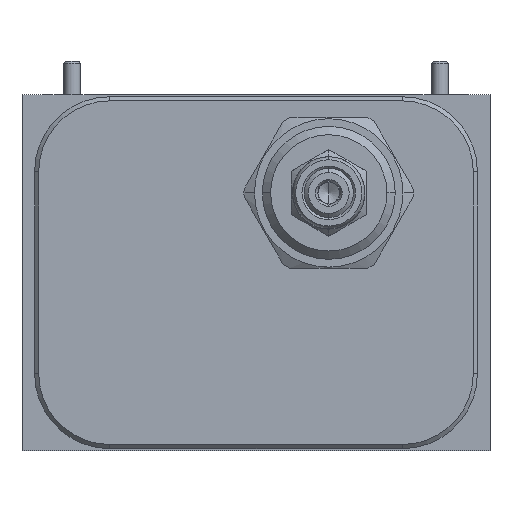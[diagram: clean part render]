
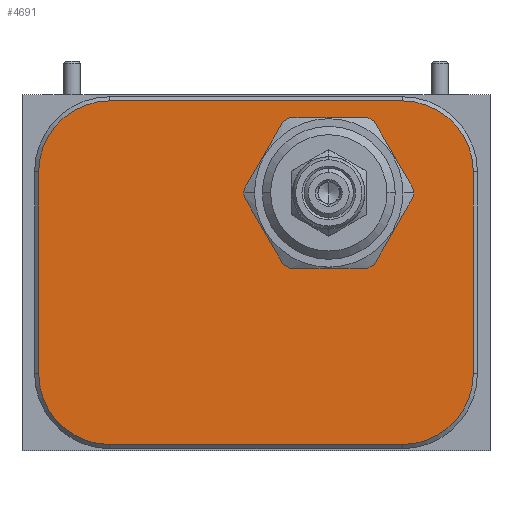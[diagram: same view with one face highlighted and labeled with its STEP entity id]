
A CAD part, front view. The second image highlights one B-rep face of the part: STEP entity #4691.
In plain terms, the highlighted planar face has unit normal (0, -1, 0).
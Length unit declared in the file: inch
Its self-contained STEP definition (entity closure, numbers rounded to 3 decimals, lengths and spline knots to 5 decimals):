
#1001=CARTESIAN_POINT('',(2.844,-5.75,2.086));
#1002=DIRECTION('',(0.,1.,0.));
#1003=DIRECTION('',(0.,0.,1.));
#1004=AXIS2_PLACEMENT_3D('',#1001,#1002,#1003);
#1015=CARTESIAN_POINT('',(2.294,-5.75,1.929));
#1016=DIRECTION('',(0.,1.,0.));
#1017=DIRECTION('',(0.,0.,-1.));
#1018=AXIS2_PLACEMENT_3D('',#1015,#1016,#1017);
#1020=CARTESIAN_POINT('',(2.294,-5.75,1.929));
#1021=DIRECTION('',(0.,1.,0.));
#1022=DIRECTION('',(0.,0.,1.));
#1023=AXIS2_PLACEMENT_3D('',#1020,#1021,#1022);
#1025=DIRECTION('',(0.,0.,-1.));
#1026=VECTOR('',#1025,1.508);
#1027=CARTESIAN_POINT('',(3.375,-5.75,2.086));
#1028=LINE('',#1027,#1026);
#1045=CARTESIAN_POINT('',(2.844,-5.75,0.578));
#1046=DIRECTION('',(0.,1.,0.));
#1047=DIRECTION('',(1.,0.,0.));
#1048=AXIS2_PLACEMENT_3D('',#1045,#1046,#1047);
#1063=DIRECTION('',(-1.,0.,0.));
#1064=VECTOR('',#1063,2.188);
#1065=CARTESIAN_POINT('',(2.844,-5.75,0.047));
#1066=LINE('',#1065,#1064);
#1079=CARTESIAN_POINT('',(0.656,-5.75,0.578));
#1080=DIRECTION('',(0.,1.,0.));
#1081=DIRECTION('',(0.,0.,-1.));
#1082=AXIS2_PLACEMENT_3D('',#1079,#1080,#1081);
#1093=DIRECTION('',(0.,0.,1.));
#1094=VECTOR('',#1093,1.508);
#1095=CARTESIAN_POINT('',(0.125,-5.75,0.578));
#1096=LINE('',#1095,#1094);
#1113=CARTESIAN_POINT('',(0.656,-5.75,2.086));
#1114=DIRECTION('',(0.,1.,0.));
#1115=DIRECTION('',(-1.,0.,0.));
#1116=AXIS2_PLACEMENT_3D('',#1113,#1114,#1115);
#1127=DIRECTION('',(1.,0.,0.));
#1128=VECTOR('',#1127,2.188);
#1129=CARTESIAN_POINT('',(0.656,-5.75,2.617));
#1130=LINE('',#1129,#1128);
#4091=CARTESIAN_POINT('',(2.844,-5.75,0.047));
#4092=CARTESIAN_POINT('',(0.656,-5.75,0.047));
#4093=VERTEX_POINT('',#4091);
#4094=VERTEX_POINT('',#4092);
#4099=CARTESIAN_POINT('',(0.125,-5.75,0.578));
#4100=VERTEX_POINT('',#4099);
#4103=CARTESIAN_POINT('',(0.125,-5.75,2.086));
#4104=VERTEX_POINT('',#4103);
#4107=CARTESIAN_POINT('',(0.656,-5.75,2.617));
#4108=VERTEX_POINT('',#4107);
#4111=CARTESIAN_POINT('',(2.844,-5.75,2.617));
#4112=VERTEX_POINT('',#4111);
#4115=CARTESIAN_POINT('',(3.375,-5.75,2.086));
#4116=VERTEX_POINT('',#4115);
#4119=CARTESIAN_POINT('',(3.375,-5.75,0.578));
#4120=VERTEX_POINT('',#4119);
#4147=CARTESIAN_POINT('',(2.294,-5.75,1.389));
#4148=CARTESIAN_POINT('',(2.294,-5.75,2.469));
#4149=VERTEX_POINT('',#4147);
#4150=VERTEX_POINT('',#4148);
#4663=CARTESIAN_POINT('',(0.,-5.75,0.));
#4664=DIRECTION('',(0.,-1.,0.));
#4665=DIRECTION('',(1.,0.,0.));
#4666=AXIS2_PLACEMENT_3D('',#4663,#4664,#4665);
#4667=PLANE('',#4666);
#4668=ORIENTED_EDGE('',*,*,#4653,.T.);
#4670=ORIENTED_EDGE('',*,*,#4669,.T.);
#4672=ORIENTED_EDGE('',*,*,#4671,.T.);
#4674=ORIENTED_EDGE('',*,*,#4673,.T.);
#4676=ORIENTED_EDGE('',*,*,#4675,.T.);
#4678=ORIENTED_EDGE('',*,*,#4677,.T.);
#4680=ORIENTED_EDGE('',*,*,#4679,.T.);
#4682=ORIENTED_EDGE('',*,*,#4681,.T.);
#4683=EDGE_LOOP('',(#4668,#4670,#4672,#4674,#4676,#4678,#4680,#4682));
#4684=FACE_OUTER_BOUND('',#4683,.F.);
#4686=ORIENTED_EDGE('',*,*,#4685,.F.);
#4688=ORIENTED_EDGE('',*,*,#4687,.F.);
#4689=EDGE_LOOP('',(#4686,#4688));
#4690=FACE_BOUND('',#4689,.F.);
#4691=ADVANCED_FACE('',(#4684,#4690),#4667,.T.);
#1005=CIRCLE('',#1004,0.531);
#1019=CIRCLE('',#1018,0.54);
#1024=CIRCLE('',#1023,0.54);
#1049=CIRCLE('',#1048,0.531);
#1083=CIRCLE('',#1082,0.531);
#1117=CIRCLE('',#1116,0.531);
#4653=EDGE_CURVE('',#4112,#4116,#1005,.T.);
#4669=EDGE_CURVE('',#4116,#4120,#1028,.T.);
#4671=EDGE_CURVE('',#4120,#4093,#1049,.T.);
#4673=EDGE_CURVE('',#4093,#4094,#1066,.T.);
#4675=EDGE_CURVE('',#4094,#4100,#1083,.T.);
#4677=EDGE_CURVE('',#4100,#4104,#1096,.T.);
#4679=EDGE_CURVE('',#4104,#4108,#1117,.T.);
#4681=EDGE_CURVE('',#4108,#4112,#1130,.T.);
#4685=EDGE_CURVE('',#4149,#4150,#1019,.T.);
#4687=EDGE_CURVE('',#4150,#4149,#1024,.T.);
